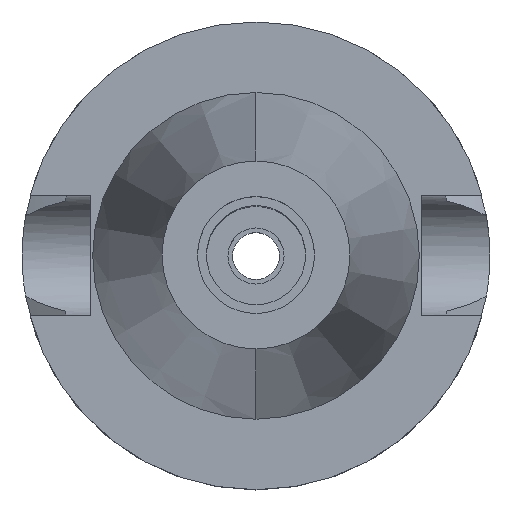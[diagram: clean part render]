
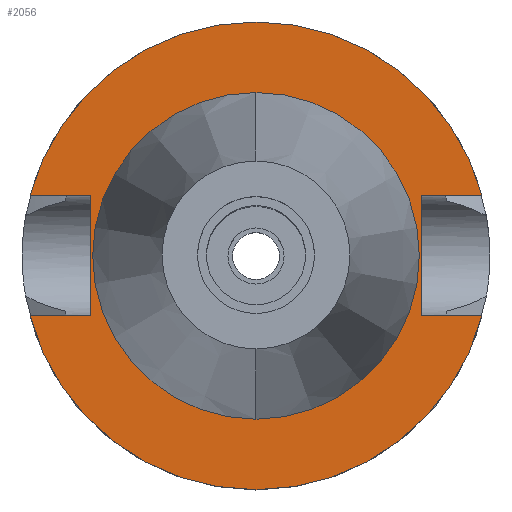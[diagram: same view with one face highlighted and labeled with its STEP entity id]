
A CAD part, top view. The second image highlights one B-rep face of the part: STEP entity #2056.
In plain terms, the highlighted planar face has unit normal (0, 0, 1).
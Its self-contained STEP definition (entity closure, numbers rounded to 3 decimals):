
#692=DIRECTION('',(1.,0.,0.));
#693=VECTOR('',#692,12.921);
#694=CARTESIAN_POINT('',(35.4,12.85,-1.5));
#695=LINE('',#694,#693);
#739=DIRECTION('',(0.,1.,0.));
#740=VECTOR('',#739,25.7);
#741=CARTESIAN_POINT('',(-35.4,-12.85,-1.5));
#742=LINE('',#741,#740);
#746=DIRECTION('',(-1.,0.,0.));
#747=VECTOR('',#746,12.921);
#748=CARTESIAN_POINT('',(-35.4,12.85,-1.5));
#749=LINE('',#748,#747);
#753=CARTESIAN_POINT('',(0.,0.,-1.5));
#754=DIRECTION('',(0.,0.,-1.));
#755=DIRECTION('',(-0.966,0.257,0.));
#756=AXIS2_PLACEMENT_3D('',#753,#754,#755);
#761=CARTESIAN_POINT('',(0.,0.,-1.5));
#762=DIRECTION('',(0.,0.,-1.));
#763=DIRECTION('',(0.,1.,0.));
#764=AXIS2_PLACEMENT_3D('',#761,#762,#763);
#769=DIRECTION('',(0.,-1.,0.));
#770=VECTOR('',#769,25.7);
#771=CARTESIAN_POINT('',(35.4,12.85,-1.5));
#772=LINE('',#771,#770);
#776=DIRECTION('',(1.,0.,0.));
#777=VECTOR('',#776,12.921);
#778=CARTESIAN_POINT('',(35.4,-12.85,-1.5));
#779=LINE('',#778,#777);
#783=CARTESIAN_POINT('',(0.,0.,-1.5));
#784=DIRECTION('',(0.,0.,-1.));
#785=DIRECTION('',(0.966,-0.257,0.));
#786=AXIS2_PLACEMENT_3D('',#783,#784,#785);
#791=CARTESIAN_POINT('',(0.,0.,-1.5));
#792=DIRECTION('',(0.,0.,-1.));
#793=DIRECTION('',(0.,-1.,0.));
#794=AXIS2_PLACEMENT_3D('',#791,#792,#793);
#799=CARTESIAN_POINT('',(0.,0.,-1.5));
#800=DIRECTION('',(0.,0.,1.));
#801=DIRECTION('',(0.,-1.,0.));
#802=AXIS2_PLACEMENT_3D('',#799,#800,#801);
#807=CARTESIAN_POINT('',(0.,0.,-1.5));
#808=DIRECTION('',(0.,0.,1.));
#809=DIRECTION('',(0.,1.,0.));
#810=AXIS2_PLACEMENT_3D('',#807,#808,#809);
#845=DIRECTION('',(-1.,0.,0.));
#846=VECTOR('',#845,12.921);
#847=CARTESIAN_POINT('',(-35.4,-12.85,-1.5));
#848=LINE('',#847,#846);
#1363=CARTESIAN_POINT('',(-35.4,-12.85,-1.5));
#1364=VERTEX_POINT('',#1363);
#1365=CARTESIAN_POINT('',(-48.321,-12.85,-1.5));
#1366=VERTEX_POINT('',#1365);
#1369=CARTESIAN_POINT('',(-35.4,12.85,-1.5));
#1370=VERTEX_POINT('',#1369);
#1371=CARTESIAN_POINT('',(-48.321,12.85,-1.5));
#1372=VERTEX_POINT('',#1371);
#1373=CARTESIAN_POINT('',(0.,50.,-1.5));
#1374=CARTESIAN_POINT('',(48.321,12.85,-1.5));
#1375=VERTEX_POINT('',#1373);
#1376=VERTEX_POINT('',#1374);
#1377=CARTESIAN_POINT('',(35.4,12.85,-1.5));
#1378=VERTEX_POINT('',#1377);
#1379=CARTESIAN_POINT('',(35.4,-12.85,-1.5));
#1380=VERTEX_POINT('',#1379);
#1381=CARTESIAN_POINT('',(48.321,-12.85,-1.5));
#1382=VERTEX_POINT('',#1381);
#1383=CARTESIAN_POINT('',(0.,-50.,-1.5));
#1384=VERTEX_POINT('',#1383);
#1385=CARTESIAN_POINT('',(0.,-34.925,-1.5));
#1386=CARTESIAN_POINT('',(0.,34.925,-1.5));
#1387=VERTEX_POINT('',#1385);
#1388=VERTEX_POINT('',#1386);
#2025=CARTESIAN_POINT('',(0.,0.,-1.5));
#2026=DIRECTION('',(0.,0.,-1.));
#2027=DIRECTION('',(0.,-1.,0.));
#2028=AXIS2_PLACEMENT_3D('',#2025,#2026,#2027);
#2029=PLANE('',#2028);
#2031=ORIENTED_EDGE('',*,*,#2030,.T.);
#2033=ORIENTED_EDGE('',*,*,#2032,.T.);
#2035=ORIENTED_EDGE('',*,*,#2034,.T.);
#2037=ORIENTED_EDGE('',*,*,#2036,.T.);
#2038=ORIENTED_EDGE('',*,*,#2001,.F.);
#2039=ORIENTED_EDGE('',*,*,#2015,.T.);
#2041=ORIENTED_EDGE('',*,*,#2040,.T.);
#2043=ORIENTED_EDGE('',*,*,#2042,.T.);
#2045=ORIENTED_EDGE('',*,*,#2044,.T.);
#2047=ORIENTED_EDGE('',*,*,#2046,.F.);
#2048=EDGE_LOOP('',(#2031,#2033,#2035,#2037,#2038,#2039,#2041,#2043,#2045,
#2047));
#2049=FACE_OUTER_BOUND('',#2048,.F.);
#2051=ORIENTED_EDGE('',*,*,#2050,.T.);
#2053=ORIENTED_EDGE('',*,*,#2052,.T.);
#2054=EDGE_LOOP('',(#2051,#2053));
#2055=FACE_BOUND('',#2054,.F.);
#757=CIRCLE('',#756,50.);
#765=CIRCLE('',#764,50.);
#787=CIRCLE('',#786,50.);
#795=CIRCLE('',#794,50.);
#803=CIRCLE('',#802,34.925);
#811=CIRCLE('',#810,34.925);
#2001=EDGE_CURVE('',#1378,#1376,#695,.T.);
#2015=EDGE_CURVE('',#1378,#1380,#772,.T.);
#2030=EDGE_CURVE('',#1364,#1370,#742,.T.);
#2032=EDGE_CURVE('',#1370,#1372,#749,.T.);
#2034=EDGE_CURVE('',#1372,#1375,#757,.T.);
#2036=EDGE_CURVE('',#1375,#1376,#765,.T.);
#2040=EDGE_CURVE('',#1380,#1382,#779,.T.);
#2042=EDGE_CURVE('',#1382,#1384,#787,.T.);
#2044=EDGE_CURVE('',#1384,#1366,#795,.T.);
#2046=EDGE_CURVE('',#1364,#1366,#848,.T.);
#2050=EDGE_CURVE('',#1387,#1388,#803,.T.);
#2052=EDGE_CURVE('',#1388,#1387,#811,.T.);
#2056=ADVANCED_FACE('',(#2049,#2055),#2029,.F.);
